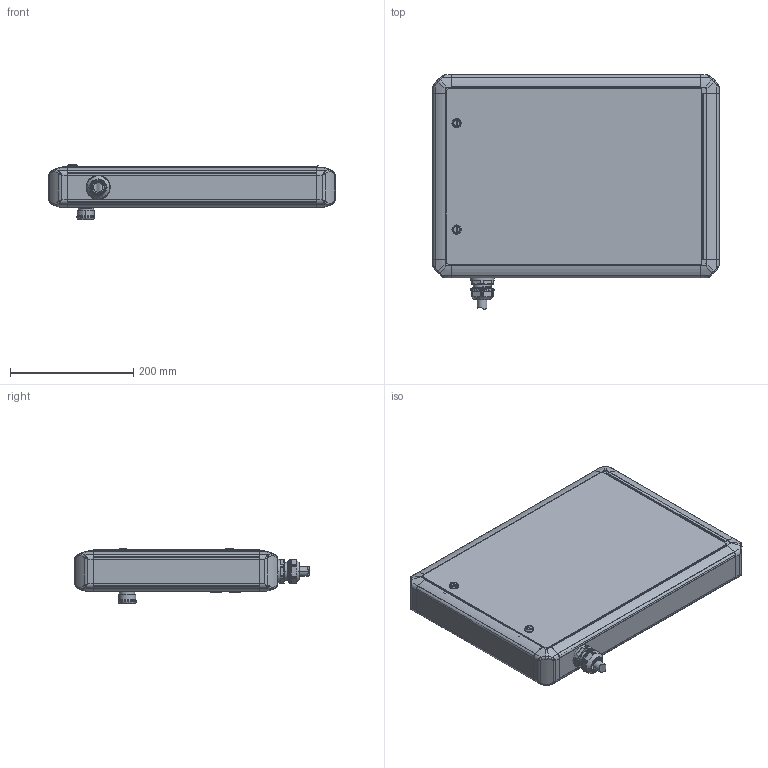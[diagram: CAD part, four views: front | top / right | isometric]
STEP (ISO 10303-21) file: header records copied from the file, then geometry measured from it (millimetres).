
FILE_DESCRIPTION (( 'STEP AP203' ), '1' );
FILE_NAME ('C3C-B01T-STP.step', '2025-06-24T04:09:19', ( '' ), ( '' ), 'SwSTEP 2.0', 'SolidWorks 2020', '' );
FILE_SCHEMA (( 'CONFIG_CONTROL_DESIGN' ));
Length unit declared in the file: millimetre
Products named in the file (9): OA-W2219; panel_back_set; _X2_FF9BFF6FFF78FF85FF6FFF84_X0_; BOX_SET; LB6L-M1T-LB6ML-M1T; H05-0023-CL901_OA-W2219; C3C-B01T-STP; 旕忢掆巭及腟(兂35) C4P-135S; XA1E-LV3Q4R
Assembly tree (9 placements, depth 3):
  C3C-B01T-STP
    BOX_SET
    panel_back_set
    旕忢掆巭及腟(兂35) C4P-135S
    H05-0023-CL901_OA-W2219
      OA-W2219
      _X2_FF9BFF6FFF78FF85FF6FFF84_X0_
    XA1E-LV3Q4R
    LB6L-M1T-LB6ML-M1T  x2
Bounding box: 465 x 380.79 x 89.85 mm (x, y, z)
Volume: 673092.4 mm3; surface area: 757590.3 mm2
Topology: 10 solids, 16 shells, 2103 faces, 5658 edges, 3565 vertices
Faces by surface type: plane 900, cylinder 768, bspline 274, cone 113, torus 44, sphere 4
Entity records: 109756 total; most frequent: CARTESIAN_POINT 58532, ORIENTED_EDGE 11080, DIRECTION 9981, EDGE_CURVE 5553, AXIS2_PLACEMENT_3D 3578, VERTEX_POINT 3543, LINE 2825, VECTOR 2825
